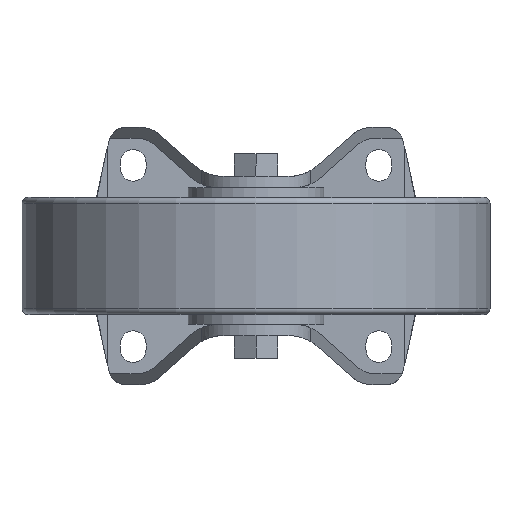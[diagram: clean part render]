
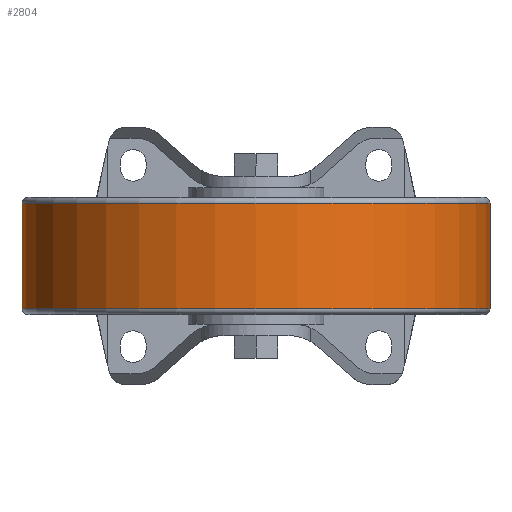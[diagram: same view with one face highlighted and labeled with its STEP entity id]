
A CAD part, front view. The second image highlights one B-rep face of the part: STEP entity #2804.
In plain terms, the highlighted cylindrical face has radius 100 mm (diameter 200 mm), a full revolution.
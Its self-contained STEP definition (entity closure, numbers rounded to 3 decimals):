
#90=CYLINDRICAL_SURFACE('',#3085,100.);
#1169=ORIENTED_EDGE('',*,*,#1737,.F.);
#1170=ORIENTED_EDGE('',*,*,#1736,.T.);
#1736=EDGE_CURVE('',#2061,#2061,#2208,.T.);
#1737=EDGE_CURVE('',#2062,#2062,#2209,.T.);
#2061=VERTEX_POINT('',#4698);
#2062=VERTEX_POINT('',#4701);
#2208=CIRCLE('',#3084,100.);
#2209=CIRCLE('',#3086,100.);
#2360=EDGE_LOOP('',(#1169));
#2361=EDGE_LOOP('',(#1170));
#2544=FACE_BOUND('',#2360,.T.);
#2545=FACE_BOUND('',#2361,.T.);
#2804=ADVANCED_FACE('',(#2544,#2545),#90,.T.);
#3084=AXIS2_PLACEMENT_3D('',#4697,#3772,#3773);
#3085=AXIS2_PLACEMENT_3D('',#4699,#3774,#3775);
#3086=AXIS2_PLACEMENT_3D('',#4700,#3776,#3777);
#3772=DIRECTION('',(0.,0.,-1.));
#3773=DIRECTION('',(-1.,0.,0.));
#3774=DIRECTION('',(0.,0.,-1.));
#3775=DIRECTION('',(-1.,0.,0.));
#3776=DIRECTION('',(0.,0.,-1.));
#3777=DIRECTION('',(-1.,0.,0.));
#4697=CARTESIAN_POINT('',(0.,0.,22.5));
#4698=CARTESIAN_POINT('',(-100.,0.,22.5));
#4699=CARTESIAN_POINT('',(0.,0.,-29.15));
#4700=CARTESIAN_POINT('',(0.,0.,-22.5));
#4701=CARTESIAN_POINT('',(-100.,0.,-22.5));
